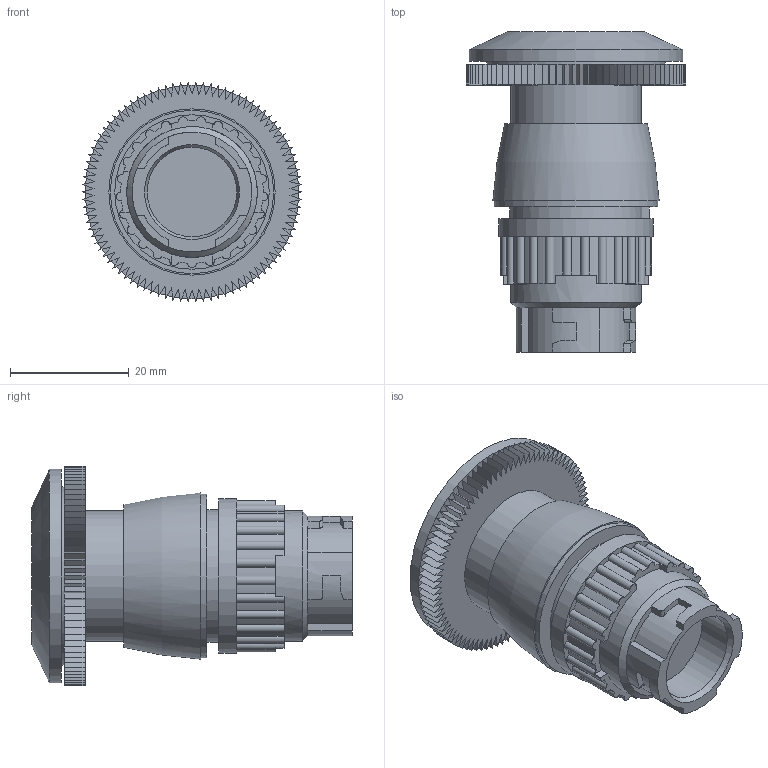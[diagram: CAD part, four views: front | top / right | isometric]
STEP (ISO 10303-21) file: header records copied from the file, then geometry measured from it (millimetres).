
FILE_DESCRIPTION(/* description */ ('STEP AP214'),/* implementation_level */ '2;1');
FILE_NAME(/* name */ '9297_PR-22-RT',/* time_stamp */ '2024-09-10T12:05:48+02:00',/* author */ ('License CC BY-ND 4.0'),/* organization */ ('CADENAS'),/* preprocessor_version */ 'ST-DEVELOPER v19.3',/* originating_system */ 'PARTsolutions',/* authorisation */ ' ');
FILE_SCHEMA (('AUTOMOTIVE_DESIGN {1 0 10303 214 3 1 1}'));
Length unit declared in the file: millimetre
Products named in the file (1): 9297 PR-22-RT
Bounding box: 37 x 54 x 36.98 mm (x, y, z)
Volume: 26503.1 mm3; surface area: 8709.1 mm2
Topology: 1 solids, 1 shells, 318 faces, 913 edges, 604 vertices
Faces by surface type: plane 243, cylinder 70, cone 4, torus 1
Full cylindrical faces by diameter (mm): 15.067 x1, 22 x2, 22.3 x1, 26 x1, 27.5 x1, 30 x1, 36 x1
Entity records: 12508 total; most frequent: CARTESIAN_POINT 1839, ORIENTED_EDGE 1792, DIRECTION 1708, EDGE_CURVE 896, LINE 706, VECTOR 706, VERTEX_POINT 600, AXIS2_PLACEMENT_3D 501
